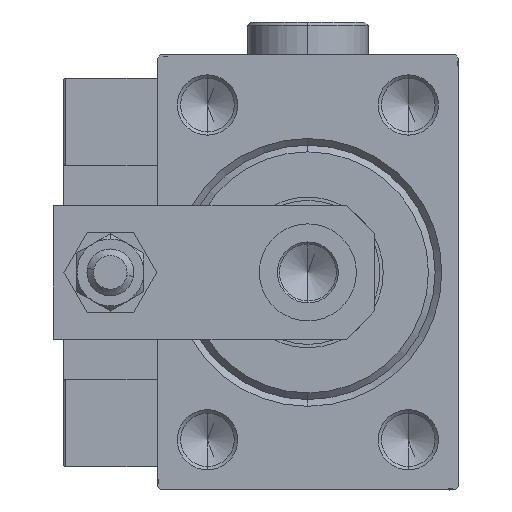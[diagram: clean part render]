
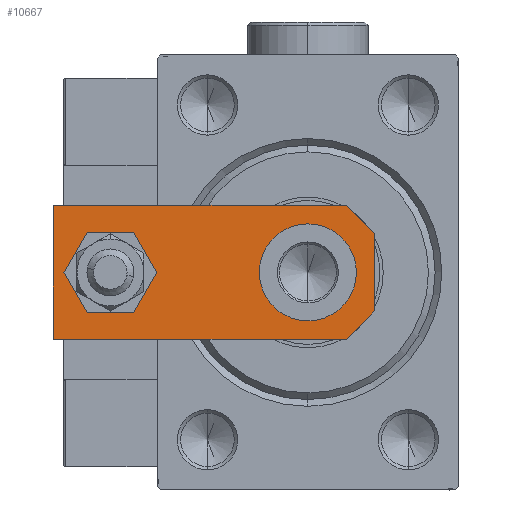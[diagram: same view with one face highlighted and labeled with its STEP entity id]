
A CAD part, left-side view. The second image highlights one B-rep face of the part: STEP entity #10667.
In plain terms, the highlighted face is planar.
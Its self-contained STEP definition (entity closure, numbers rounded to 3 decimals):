
#492 = EDGE_CURVE ( 'NONE', #24197, #51071, #4311, .T. ) ;
#1450 = VECTOR ( 'NONE', #20818, 1000. ) ;
#2787 = ORIENTED_EDGE ( 'NONE', *, *, #48309, .F. ) ;
#3225 = CARTESIAN_POINT ( 'NONE',  ( -2.88, -2.88, 6. ) ) ;
#3301 = CARTESIAN_POINT ( 'NONE',  ( -7.25, 10., 6. ) ) ;
#3976 = CARTESIAN_POINT ( 'NONE',  ( -10., 48., 6. ) ) ;
#4245 = LINE ( 'NONE', #16985, #10948 ) ;
#4311 = CIRCLE ( 'NONE', #22135, 4. ) ;
#4587 = VERTEX_POINT ( 'NONE', #18817 ) ;
#5098 = FACE_OUTER_BOUND ( 'NONE', #19524, .T. ) ;
#5363 = PLANE ( 'NONE',  #27235 ) ;
#8240 = CARTESIAN_POINT ( 'NONE',  ( 5.76, 0., 6. ) ) ;
#9191 = DIRECTION ( 'NONE',  ( 0., 0., 1. ) ) ;
#9617 = CARTESIAN_POINT ( 'NONE',  ( 10., 4.24, 6. ) ) ;
#9874 = DIRECTION ( 'NONE',  ( 1., 0., 0. ) ) ;
#10258 = DIRECTION ( 'NONE',  ( 1., 0., 0. ) ) ;
#10667 = ADVANCED_FACE ( 'NONE', ( #13314, #5098, #33509 ), #5363, .T. ) ;
#10948 = VECTOR ( 'NONE', #33455, 1000. ) ;
#12478 = VERTEX_POINT ( 'NONE', #22745 ) ;
#13314 = FACE_BOUND ( 'NONE', #21746, .T. ) ;
#14928 = DIRECTION ( 'NONE',  ( 0.707, -0.707, 0. ) ) ;
#16309 = CARTESIAN_POINT ( 'NONE',  ( -10., 48., 6. ) ) ;
#16985 = CARTESIAN_POINT ( 'NONE',  ( 2.88, -2.88, 6. ) ) ;
#17496 = VERTEX_POINT ( 'NONE', #3976 ) ;
#18549 = VECTOR ( 'NONE', #38001, 1000. ) ;
#18643 = EDGE_LOOP ( 'NONE', ( #34177, #2787 ) ) ;
#18817 = CARTESIAN_POINT ( 'NONE',  ( 7.25, 10., 6. ) ) ;
#19149 = CARTESIAN_POINT ( 'NONE',  ( 10., 48., 6. ) ) ;
#19302 = CARTESIAN_POINT ( 'NONE',  ( 4., 39.5, 6. ) ) ;
#19522 = AXIS2_PLACEMENT_3D ( 'NONE', #31071, #35584, #31585 ) ;
#19524 = EDGE_LOOP ( 'NONE', ( #45359, #33393, #48278, #42389, #20961, #42906 ) ) ;
#19749 = EDGE_CURVE ( 'NONE', #12478, #34036, #32042, .T. ) ;
#20818 = DIRECTION ( 'NONE',  ( 0., -1., 0. ) ) ;
#20961 = ORIENTED_EDGE ( 'NONE', *, *, #49085, .T. ) ;
#21169 = VERTEX_POINT ( 'NONE', #19149 ) ;
#21346 = ORIENTED_EDGE ( 'NONE', *, *, #492, .F. ) ;
#21551 = CARTESIAN_POINT ( 'NONE',  ( 0., 0., 6. ) ) ;
#21746 = EDGE_LOOP ( 'NONE', ( #21346, #28026 ) ) ;
#21820 = DIRECTION ( 'NONE',  ( 0., 0., 1. ) ) ;
#21951 = DIRECTION ( 'NONE',  ( -1., 0., 0. ) ) ;
#22135 = AXIS2_PLACEMENT_3D ( 'NONE', #50441, #22268, #41939 ) ;
#22209 = CARTESIAN_POINT ( 'NONE',  ( 10., 48., 6. ) ) ;
#22268 = DIRECTION ( 'NONE',  ( 0., 0., 1. ) ) ;
#22745 = CARTESIAN_POINT ( 'NONE',  ( -5.76, 0., 6. ) ) ;
#22834 = AXIS2_PLACEMENT_3D ( 'NONE', #50636, #46640, #10258 ) ;
#24197 = VERTEX_POINT ( 'NONE', #48836 ) ;
#25104 = VERTEX_POINT ( 'NONE', #41722 ) ;
#26039 = VECTOR ( 'NONE', #14928, 1000. ) ;
#27226 = VERTEX_POINT ( 'NONE', #9617 ) ;
#27235 = AXIS2_PLACEMENT_3D ( 'NONE', #21551, #21820, #9874 ) ;
#28026 = ORIENTED_EDGE ( 'NONE', *, *, #51730, .F. ) ;
#28253 = VECTOR ( 'NONE', #44274, 1000. ) ;
#29354 = CARTESIAN_POINT ( 'NONE',  ( 0., 10., 6. ) ) ;
#31071 = CARTESIAN_POINT ( 'NONE',  ( 0., 39.5, 6. ) ) ;
#31123 = VERTEX_POINT ( 'NONE', #3301 ) ;
#31273 = EDGE_CURVE ( 'NONE', #17496, #25104, #49007, .T. ) ;
#31585 = DIRECTION ( 'NONE',  ( 1., 0., 0. ) ) ;
#32042 = LINE ( 'NONE', #40827, #28253 ) ;
#33393 = ORIENTED_EDGE ( 'NONE', *, *, #44181, .T. ) ;
#33455 = DIRECTION ( 'NONE',  ( 0.707, 0.707, 0. ) ) ;
#33509 = FACE_BOUND ( 'NONE', #18643, .T. ) ;
#33797 = VECTOR ( 'NONE', #21951, 1000. ) ;
#34036 = VERTEX_POINT ( 'NONE', #8240 ) ;
#34177 = ORIENTED_EDGE ( 'NONE', *, *, #36757, .F. ) ;
#34530 = LINE ( 'NONE', #49688, #18549 ) ;
#34606 = EDGE_CURVE ( 'NONE', #21169, #17496, #46135, .T. ) ;
#35054 = EDGE_CURVE ( 'NONE', #34036, #27226, #4245, .T. ) ;
#35128 = LINE ( 'NONE', #3225, #26039 ) ;
#35584 = DIRECTION ( 'NONE',  ( 0., 0., 1. ) ) ;
#36757 = EDGE_CURVE ( 'NONE', #31123, #4587, #43211, .T. ) ;
#38001 = DIRECTION ( 'NONE',  ( 0., 1., 0. ) ) ;
#38944 = AXIS2_PLACEMENT_3D ( 'NONE', #29354, #9191, #41584 ) ;
#40642 = CIRCLE ( 'NONE', #38944, 7.25 ) ;
#40827 = CARTESIAN_POINT ( 'NONE',  ( -10., 0., 6. ) ) ;
#41584 = DIRECTION ( 'NONE',  ( 1., 0., 0. ) ) ;
#41722 = CARTESIAN_POINT ( 'NONE',  ( -10., 4.24, 6. ) ) ;
#41939 = DIRECTION ( 'NONE',  ( 1., 0., 0. ) ) ;
#42389 = ORIENTED_EDGE ( 'NONE', *, *, #35054, .T. ) ;
#42906 = ORIENTED_EDGE ( 'NONE', *, *, #34606, .T. ) ;
#43211 = CIRCLE ( 'NONE', #22834, 7.25 ) ;
#44181 = EDGE_CURVE ( 'NONE', #25104, #12478, #35128, .T. ) ;
#44274 = DIRECTION ( 'NONE',  ( 1., 0., 0. ) ) ;
#45359 = ORIENTED_EDGE ( 'NONE', *, *, #31273, .T. ) ;
#46135 = LINE ( 'NONE', #22209, #33797 ) ;
#46640 = DIRECTION ( 'NONE',  ( 0., 0., 1. ) ) ;
#46669 = CIRCLE ( 'NONE', #19522, 4. ) ;
#48278 = ORIENTED_EDGE ( 'NONE', *, *, #19749, .T. ) ;
#48309 = EDGE_CURVE ( 'NONE', #4587, #31123, #40642, .T. ) ;
#48836 = CARTESIAN_POINT ( 'NONE',  ( -4., 39.5, 6. ) ) ;
#49007 = LINE ( 'NONE', #16309, #1450 ) ;
#49085 = EDGE_CURVE ( 'NONE', #27226, #21169, #34530, .T. ) ;
#49688 = CARTESIAN_POINT ( 'NONE',  ( 10., 0., 6. ) ) ;
#50441 = CARTESIAN_POINT ( 'NONE',  ( 0., 39.5, 6. ) ) ;
#50636 = CARTESIAN_POINT ( 'NONE',  ( 0., 10., 6. ) ) ;
#51071 = VERTEX_POINT ( 'NONE', #19302 ) ;
#51730 = EDGE_CURVE ( 'NONE', #51071, #24197, #46669, .T. ) ;
